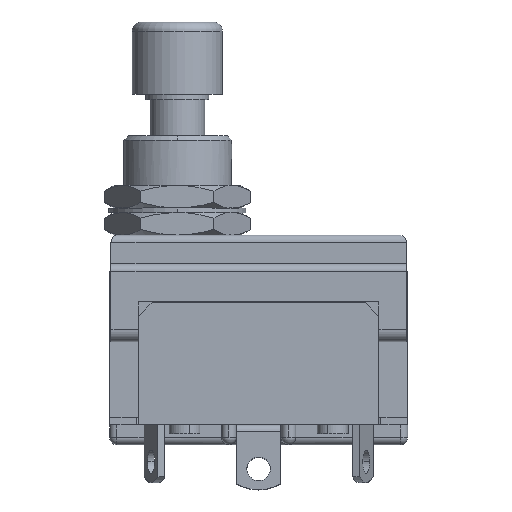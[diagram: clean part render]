
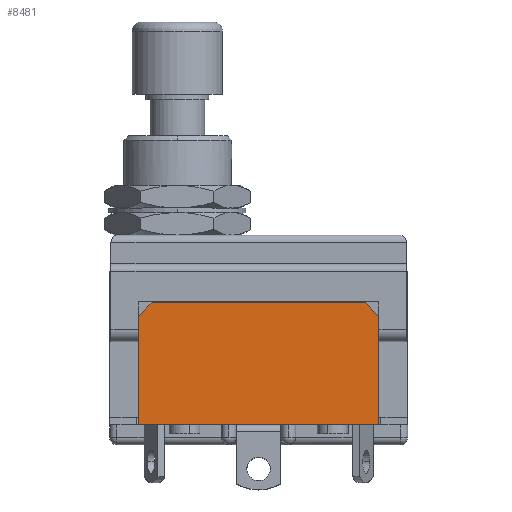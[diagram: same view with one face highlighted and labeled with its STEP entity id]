
A CAD part, top view. The second image highlights one B-rep face of the part: STEP entity #8481.
In plain terms, the highlighted planar face has unit normal (0, 0, 1).
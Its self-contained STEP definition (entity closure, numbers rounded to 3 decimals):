
#12 = CARTESIAN_POINT ( 'NONE',  ( -13.3, -5., 9.6 ) ) ;
#290 = CARTESIAN_POINT ( 'NONE',  ( -13.3, -17., 9.6 ) ) ;
#339 = VERTEX_POINT ( 'NONE', #1742 ) ;
#403 = EDGE_CURVE ( 'NONE', #3732, #2199, #5543, .T. ) ;
#879 = EDGE_CURVE ( 'NONE', #339, #4972, #8669, .T. ) ;
#907 = VECTOR ( 'NONE', #9287, 1000. ) ;
#1312 = DIRECTION ( 'NONE',  ( -1., 0., 0. ) ) ;
#1343 = ORIENTED_EDGE ( 'NONE', *, *, #5397, .T. ) ;
#1742 = CARTESIAN_POINT ( 'NONE',  ( -11.8, -3.5, 9.6 ) ) ;
#2199 = VERTEX_POINT ( 'NONE', #3760 ) ;
#2262 = DIRECTION ( 'NONE',  ( -0.707, 0.707, 0. ) ) ;
#2273 = AXIS2_PLACEMENT_3D ( 'NONE', #2470, #3960, #6963 ) ;
#2470 = CARTESIAN_POINT ( 'NONE',  ( -13.3, -3.5, 9.6 ) ) ;
#2480 = EDGE_CURVE ( 'NONE', #9529, #3732, #6113, .T. ) ;
#3047 = ORIENTED_EDGE ( 'NONE', *, *, #2480, .T. ) ;
#3113 = VECTOR ( 'NONE', #6969, 1000. ) ;
#3290 = LINE ( 'NONE', #9549, #9215 ) ;
#3479 = EDGE_CURVE ( 'NONE', #4972, #9529, #5856, .T. ) ;
#3732 = VERTEX_POINT ( 'NONE', #4380 ) ;
#3760 = CARTESIAN_POINT ( 'NONE',  ( 13.3, -5., 9.6 ) ) ;
#3960 = DIRECTION ( 'NONE',  ( 0., 0., -1. ) ) ;
#3995 = CARTESIAN_POINT ( 'NONE',  ( 13.3, -17., 9.6 ) ) ;
#4098 = CARTESIAN_POINT ( 'NONE',  ( -13.3, -17., 9.6 ) ) ;
#4123 = CARTESIAN_POINT ( 'NONE',  ( -13.3, -17., 9.6 ) ) ;
#4186 = VECTOR ( 'NONE', #2262, 1000. ) ;
#4187 = DIRECTION ( 'NONE',  ( 0., -1., 0. ) ) ;
#4380 = CARTESIAN_POINT ( 'NONE',  ( 13.3, -17., 9.6 ) ) ;
#4597 = VECTOR ( 'NONE', #4187, 1000. ) ;
#4732 = VECTOR ( 'NONE', #6691, 1000. ) ;
#4972 = VERTEX_POINT ( 'NONE', #9545 ) ;
#5009 = VERTEX_POINT ( 'NONE', #8975 ) ;
#5397 = EDGE_CURVE ( 'NONE', #5009, #339, #3290, .T. ) ;
#5543 = LINE ( 'NONE', #3995, #3113 ) ;
#5587 = LINE ( 'NONE', #8820, #4186 ) ;
#5856 = LINE ( 'NONE', #290, #4597 ) ;
#6113 = LINE ( 'NONE', #4098, #907 ) ;
#6691 = DIRECTION ( 'NONE',  ( -0.707, -0.707, 0. ) ) ;
#6921 = PLANE ( 'NONE',  #2273 ) ;
#6963 = DIRECTION ( 'NONE',  ( -1., 0., 0. ) ) ;
#6969 = DIRECTION ( 'NONE',  ( 0., 1., 0. ) ) ;
#7080 = ORIENTED_EDGE ( 'NONE', *, *, #879, .T. ) ;
#7327 = FACE_OUTER_BOUND ( 'NONE', #8803, .T. ) ;
#7621 = EDGE_CURVE ( 'NONE', #2199, #5009, #5587, .T. ) ;
#8334 = ORIENTED_EDGE ( 'NONE', *, *, #3479, .T. ) ;
#8481 = ADVANCED_FACE ( 'NONE', ( #7327 ), #6921, .F. ) ;
#8669 = LINE ( 'NONE', #12, #4732 ) ;
#8746 = ORIENTED_EDGE ( 'NONE', *, *, #403, .T. ) ;
#8803 = EDGE_LOOP ( 'NONE', ( #8746, #9454, #1343, #7080, #8334, #3047 ) ) ;
#8820 = CARTESIAN_POINT ( 'NONE',  ( 11.8, -3.5, 9.6 ) ) ;
#8975 = CARTESIAN_POINT ( 'NONE',  ( 11.8, -3.5, 9.6 ) ) ;
#9215 = VECTOR ( 'NONE', #1312, 1000. ) ;
#9287 = DIRECTION ( 'NONE',  ( 1., 0., 0. ) ) ;
#9454 = ORIENTED_EDGE ( 'NONE', *, *, #7621, .T. ) ;
#9529 = VERTEX_POINT ( 'NONE', #4123 ) ;
#9545 = CARTESIAN_POINT ( 'NONE',  ( -13.3, -5., 9.6 ) ) ;
#9549 = CARTESIAN_POINT ( 'NONE',  ( -13.3, -3.5, 9.6 ) ) ;
